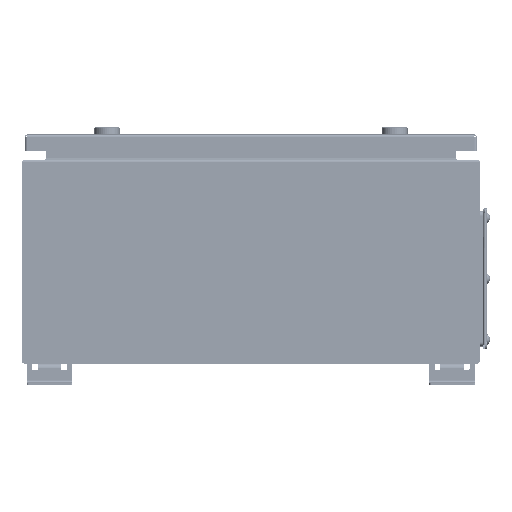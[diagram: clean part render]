
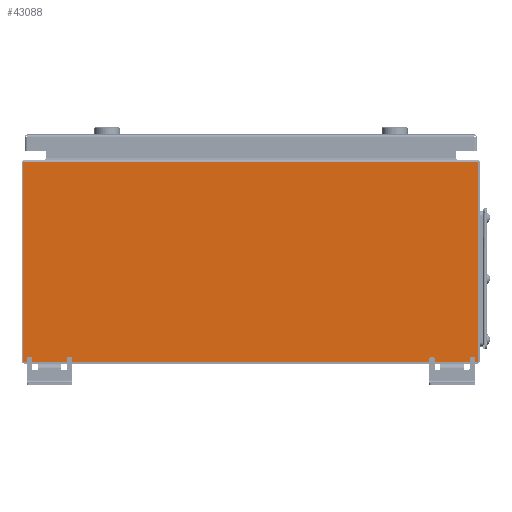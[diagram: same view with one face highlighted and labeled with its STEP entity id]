
A CAD part, left-side view. The second image highlights one B-rep face of the part: STEP entity #43088.
In plain terms, the highlighted planar face has unit normal (-1, 0, 0).
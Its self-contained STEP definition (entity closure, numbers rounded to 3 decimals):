
#69 = DIRECTION ( 'NONE',  ( 0., 1., 0. ) ) ;
#6065 = CIRCLE ( 'NONE', #9758, 3. ) ;
#7166 = PLANE ( 'NONE',  #24570 ) ;
#7245 = ORIENTED_EDGE ( 'NONE', *, *, #74687, .T. ) ;
#7524 = VECTOR ( 'NONE', #72689, 1000. ) ;
#9640 = DIRECTION ( 'NONE',  ( 0., 0., -1. ) ) ;
#9758 = AXIS2_PLACEMENT_3D ( 'NONE', #24179, #35751, #59319 ) ;
#11803 = VERTEX_POINT ( 'NONE', #29871 ) ;
#12192 = DIRECTION ( 'NONE',  ( -1., 0., 0. ) ) ;
#13269 = LINE ( 'NONE', #32121, #7524 ) ;
#16939 = CARTESIAN_POINT ( 'NONE',  ( -1.5, -247., -108.5 ) ) ;
#18728 = FACE_OUTER_BOUND ( 'NONE', #31989, .T. ) ;
#19241 = CARTESIAN_POINT ( 'NONE',  ( -1.5, -250., -108.5 ) ) ;
#19545 = EDGE_CURVE ( 'NONE', #28456, #74446, #31175, .T. ) ;
#24179 = CARTESIAN_POINT ( 'NONE',  ( -1.5, 247., -108.5 ) ) ;
#24570 = AXIS2_PLACEMENT_3D ( 'NONE', #36461, #12192, #25275 ) ;
#25221 = ORIENTED_EDGE ( 'NONE', *, *, #29024, .F. ) ;
#25275 = DIRECTION ( 'NONE',  ( 0., 0., 1. ) ) ;
#25485 = VERTEX_POINT ( 'NONE', #65023 ) ;
#25804 = VECTOR ( 'NONE', #9640, 1000. ) ;
#28317 = EDGE_CURVE ( 'NONE', #25485, #74446, #32002, .T. ) ;
#28456 = VERTEX_POINT ( 'NONE', #40472 ) ;
#29024 = EDGE_CURVE ( 'NONE', #28456, #67103, #46323, .T. ) ;
#29871 = CARTESIAN_POINT ( 'NONE',  ( -1.5, 250., 108.5 ) ) ;
#31175 = CIRCLE ( 'NONE', #74366, 3. ) ;
#31989 = EDGE_LOOP ( 'NONE', ( #25221, #55796, #52971, #35911, #73611, #7245 ) ) ;
#32002 = LINE ( 'NONE', #32773, #25804 ) ;
#32121 = CARTESIAN_POINT ( 'NONE',  ( -1.5, -250., 108.5 ) ) ;
#32162 = CARTESIAN_POINT ( 'NONE',  ( -1.5, 250., -108.5 ) ) ;
#32773 = CARTESIAN_POINT ( 'NONE',  ( -1.5, -250., 111.5 ) ) ;
#35751 = DIRECTION ( 'NONE',  ( -1., 0., 0. ) ) ;
#35771 = VECTOR ( 'NONE', #69, 1000. ) ;
#35911 = ORIENTED_EDGE ( 'NONE', *, *, #67242, .T. ) ;
#36461 = CARTESIAN_POINT ( 'NONE',  ( -1.5, 0., 0. ) ) ;
#40472 = CARTESIAN_POINT ( 'NONE',  ( -1.5, -247., -111.5 ) ) ;
#40865 = DIRECTION ( 'NONE',  ( 0., 0., 1. ) ) ;
#42079 = LINE ( 'NONE', #65629, #46342 ) ;
#43088 = ADVANCED_FACE ( 'NONE', ( #18728 ), #7166, .T. ) ;
#46323 = LINE ( 'NONE', #58728, #35771 ) ;
#46342 = VECTOR ( 'NONE', #66377, 1000. ) ;
#51326 = VERTEX_POINT ( 'NONE', #32162 ) ;
#51956 = EDGE_CURVE ( 'NONE', #51326, #11803, #42079, .T. ) ;
#52971 = ORIENTED_EDGE ( 'NONE', *, *, #28317, .F. ) ;
#55796 = ORIENTED_EDGE ( 'NONE', *, *, #19545, .T. ) ;
#58728 = CARTESIAN_POINT ( 'NONE',  ( -1.5, -250., -111.5 ) ) ;
#59319 = DIRECTION ( 'NONE',  ( 0., 0., 1. ) ) ;
#59594 = CARTESIAN_POINT ( 'NONE',  ( -1.5, 247., -111.5 ) ) ;
#65023 = CARTESIAN_POINT ( 'NONE',  ( -1.5, -250., 108.5 ) ) ;
#65629 = CARTESIAN_POINT ( 'NONE',  ( -1.5, 250., 111.5 ) ) ;
#66377 = DIRECTION ( 'NONE',  ( 0., 0., 1. ) ) ;
#67103 = VERTEX_POINT ( 'NONE', #59594 ) ;
#67242 = EDGE_CURVE ( 'NONE', #25485, #11803, #13269, .T. ) ;
#70984 = DIRECTION ( 'NONE',  ( -1., 0., 0. ) ) ;
#72689 = DIRECTION ( 'NONE',  ( 0., 1., 0. ) ) ;
#73611 = ORIENTED_EDGE ( 'NONE', *, *, #51956, .F. ) ;
#74366 = AXIS2_PLACEMENT_3D ( 'NONE', #16939, #70984, #40865 ) ;
#74446 = VERTEX_POINT ( 'NONE', #19241 ) ;
#74687 = EDGE_CURVE ( 'NONE', #51326, #67103, #6065, .T. ) ;
